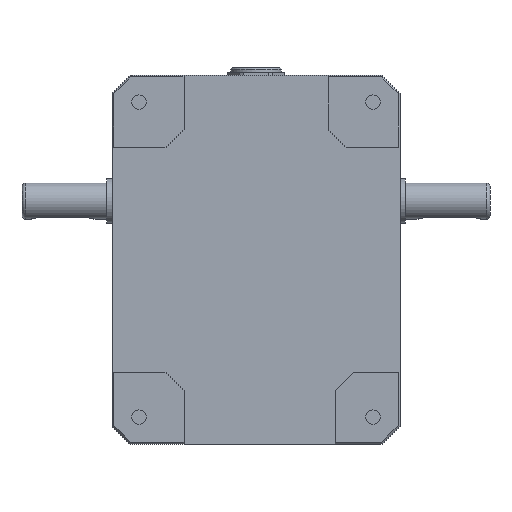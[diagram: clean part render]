
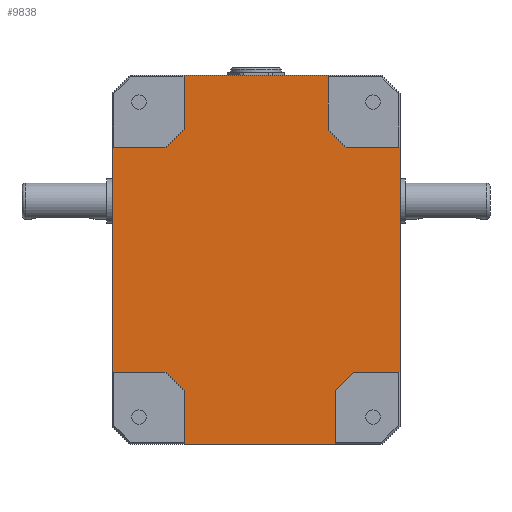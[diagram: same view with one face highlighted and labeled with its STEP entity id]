
A CAD part, front view. The second image highlights one B-rep face of the part: STEP entity #9838.
In plain terms, the highlighted planar face has unit normal (0, -1, 0).
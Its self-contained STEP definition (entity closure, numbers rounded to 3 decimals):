
#31 = VERTEX_POINT ( 'NONE', #10729 ) ;
#63 = VECTOR ( 'NONE', #4630, 1000. ) ;
#237 = DIRECTION ( 'NONE',  ( 1., 0., 0. ) ) ;
#274 = VECTOR ( 'NONE', #13873, 1000. ) ;
#562 = ORIENTED_EDGE ( 'NONE', *, *, #3583, .F. ) ;
#1032 = ORIENTED_EDGE ( 'NONE', *, *, #3678, .F. ) ;
#1160 = LINE ( 'NONE', #5880, #10034 ) ;
#1209 = DIRECTION ( 'NONE',  ( 0., 0., 1. ) ) ;
#1398 = VERTEX_POINT ( 'NONE', #12745 ) ;
#1527 = LINE ( 'NONE', #5979, #13373 ) ;
#1562 = EDGE_CURVE ( 'NONE', #16220, #2325, #9990, .T. ) ;
#1645 = FACE_OUTER_BOUND ( 'NONE', #10877, .T. ) ;
#1825 = ORIENTED_EDGE ( 'NONE', *, *, #2336, .T. ) ;
#1889 = ORIENTED_EDGE ( 'NONE', *, *, #11998, .F. ) ;
#1923 = ORIENTED_EDGE ( 'NONE', *, *, #3134, .F. ) ;
#2107 = LINE ( 'NONE', #2843, #6123 ) ;
#2199 = LINE ( 'NONE', #10190, #12681 ) ;
#2214 = CARTESIAN_POINT ( 'NONE',  ( -36.099, 3., -175. ) ) ;
#2325 = VERTEX_POINT ( 'NONE', #3729 ) ;
#2334 = DIRECTION ( 'NONE',  ( 1., 0., 0. ) ) ;
#2336 = EDGE_CURVE ( 'NONE', #3030, #14405, #10949, .T. ) ;
#2505 = CARTESIAN_POINT ( 'NONE',  ( -120., 3., -175. ) ) ;
#2541 = CARTESIAN_POINT ( 'NONE',  ( -10., 3., -205. ) ) ;
#2729 = VERTEX_POINT ( 'NONE', #5314 ) ;
#2755 = CARTESIAN_POINT ( 'NONE',  ( -26.099, 3., -165. ) ) ;
#2809 = VECTOR ( 'NONE', #11072, 1000. ) ;
#2843 = CARTESIAN_POINT ( 'NONE',  ( -40., 3., 0. ) ) ;
#2946 = CARTESIAN_POINT ( 'NONE',  ( -160., 3., -40. ) ) ;
#3030 = VERTEX_POINT ( 'NONE', #14551 ) ;
#3106 = DIRECTION ( 'NONE',  ( 0., 0., -1. ) ) ;
#3134 = EDGE_CURVE ( 'NONE', #2729, #3783, #14086, .T. ) ;
#3244 = EDGE_CURVE ( 'NONE', #10535, #6798, #11706, .T. ) ;
#3293 = CARTESIAN_POINT ( 'NONE',  ( -160., 3., -165. ) ) ;
#3468 = VECTOR ( 'NONE', #10128, 1000. ) ;
#3583 = EDGE_CURVE ( 'NONE', #3030, #2729, #8366, .T. ) ;
#3587 = VECTOR ( 'NONE', #1209, 1000. ) ;
#3653 = EDGE_CURVE ( 'NONE', #15071, #1398, #10518, .T. ) ;
#3654 = CARTESIAN_POINT ( 'NONE',  ( -36.099, 3., -205. ) ) ;
#3678 = EDGE_CURVE ( 'NONE', #12025, #31, #10123, .T. ) ;
#3729 = CARTESIAN_POINT ( 'NONE',  ( -120., 3., 0. ) ) ;
#3783 = VERTEX_POINT ( 'NONE', #4800 ) ;
#3814 = ORIENTED_EDGE ( 'NONE', *, *, #1562, .T. ) ;
#4407 = EDGE_CURVE ( 'NONE', #14425, #5362, #2199, .T. ) ;
#4429 = EDGE_CURVE ( 'NONE', #15071, #14425, #8537, .T. ) ;
#4496 = ORIENTED_EDGE ( 'NONE', *, *, #11406, .F. ) ;
#4524 = DIRECTION ( 'NONE',  ( 0., 0., 1. ) ) ;
#4582 = CARTESIAN_POINT ( 'NONE',  ( -40., 3., -30. ) ) ;
#4630 = DIRECTION ( 'NONE',  ( 0.707, 0., -0.707 ) ) ;
#4643 = VERTEX_POINT ( 'NONE', #9307 ) ;
#4800 = CARTESIAN_POINT ( 'NONE',  ( -130., 3., -165. ) ) ;
#5149 = DIRECTION ( 'NONE',  ( -0.707, 0., -0.707 ) ) ;
#5173 = LINE ( 'NONE', #3654, #8314 ) ;
#5314 = CARTESIAN_POINT ( 'NONE',  ( -120., 3., -175. ) ) ;
#5362 = VERTEX_POINT ( 'NONE', #2214 ) ;
#5376 = DIRECTION ( 'NONE',  ( 0., 0., -1. ) ) ;
#5468 = CARTESIAN_POINT ( 'NONE',  ( 3.901, 3., -165. ) ) ;
#5491 = CARTESIAN_POINT ( 'NONE',  ( -36.099, 3., -205. ) ) ;
#5880 = CARTESIAN_POINT ( 'NONE',  ( -160., 3., -165. ) ) ;
#5979 = CARTESIAN_POINT ( 'NONE',  ( 0., 3., -40. ) ) ;
#6123 = VECTOR ( 'NONE', #5376, 1000. ) ;
#6158 = CARTESIAN_POINT ( 'NONE',  ( -120., 3., 0. ) ) ;
#6228 = EDGE_CURVE ( 'NONE', #3783, #6798, #1160, .T. ) ;
#6363 = ORIENTED_EDGE ( 'NONE', *, *, #4407, .F. ) ;
#6575 = EDGE_CURVE ( 'NONE', #16220, #12025, #2107, .T. ) ;
#6604 = VECTOR ( 'NONE', #15336, 1000. ) ;
#6798 = VERTEX_POINT ( 'NONE', #3293 ) ;
#6812 = EDGE_CURVE ( 'NONE', #31, #1398, #1527, .T. ) ;
#6832 = VECTOR ( 'NONE', #3106, 1000. ) ;
#7111 = CARTESIAN_POINT ( 'NONE',  ( -40., 3., 0. ) ) ;
#7144 = ORIENTED_EDGE ( 'NONE', *, *, #4429, .F. ) ;
#7370 = LINE ( 'NONE', #6158, #3587 ) ;
#7456 = VECTOR ( 'NONE', #2334, 1000. ) ;
#7966 = VECTOR ( 'NONE', #4524, 1000. ) ;
#8314 = VECTOR ( 'NONE', #13572, 1000. ) ;
#8366 = LINE ( 'NONE', #10691, #2809 ) ;
#8447 = VECTOR ( 'NONE', #11133, 1000. ) ;
#8537 = LINE ( 'NONE', #5468, #6604 ) ;
#8976 = CARTESIAN_POINT ( 'NONE',  ( -40., 3., -30. ) ) ;
#9042 = VERTEX_POINT ( 'NONE', #12149 ) ;
#9050 = DIRECTION ( 'NONE',  ( 0., -1., 0. ) ) ;
#9307 = CARTESIAN_POINT ( 'NONE',  ( -120., 3., -30. ) ) ;
#9836 = ORIENTED_EDGE ( 'NONE', *, *, #3653, .T. ) ;
#9838 = ADVANCED_FACE ( 'NONE', ( #1645 ), #11620, .T. ) ;
#9990 = LINE ( 'NONE', #12513, #3468 ) ;
#10034 = VECTOR ( 'NONE', #15972, 1000. ) ;
#10123 = LINE ( 'NONE', #4582, #63 ) ;
#10128 = DIRECTION ( 'NONE',  ( -1., 0., 0. ) ) ;
#10190 = CARTESIAN_POINT ( 'NONE',  ( -36.099, 3., -175. ) ) ;
#10518 = LINE ( 'NONE', #14615, #7966 ) ;
#10535 = VERTEX_POINT ( 'NONE', #2946 ) ;
#10563 = VECTOR ( 'NONE', #237, 1000. ) ;
#10691 = CARTESIAN_POINT ( 'NONE',  ( -120., 3., -205. ) ) ;
#10729 = CARTESIAN_POINT ( 'NONE',  ( -30., 3., -40. ) ) ;
#10877 = EDGE_LOOP ( 'NONE', ( #15391, #15515, #1923, #562, #1825, #4496, #6363, #7144, #9836, #15072, #1032, #14063, #3814, #1889, #13045, #12385 ) ) ;
#10949 = LINE ( 'NONE', #2541, #10563 ) ;
#11072 = DIRECTION ( 'NONE',  ( 0., 0., 1. ) ) ;
#11133 = DIRECTION ( 'NONE',  ( 0.707, 0., 0.707 ) ) ;
#11406 = EDGE_CURVE ( 'NONE', #5362, #14405, #5173, .T. ) ;
#11613 = CARTESIAN_POINT ( 'NONE',  ( 0., 3., -165. ) ) ;
#11620 = PLANE ( 'NONE',  #15685 ) ;
#11673 = DIRECTION ( 'NONE',  ( 0., 0., -1. ) ) ;
#11706 = LINE ( 'NONE', #11873, #6832 ) ;
#11741 = LINE ( 'NONE', #14910, #7456 ) ;
#11873 = CARTESIAN_POINT ( 'NONE',  ( -160., 3., -10. ) ) ;
#11998 = EDGE_CURVE ( 'NONE', #4643, #2325, #7370, .T. ) ;
#12025 = VERTEX_POINT ( 'NONE', #8976 ) ;
#12149 = CARTESIAN_POINT ( 'NONE',  ( -130., 3., -40. ) ) ;
#12157 = LINE ( 'NONE', #13624, #8447 ) ;
#12385 = ORIENTED_EDGE ( 'NONE', *, *, #15801, .F. ) ;
#12513 = CARTESIAN_POINT ( 'NONE',  ( -10., 3., 0. ) ) ;
#12681 = VECTOR ( 'NONE', #5149, 1000. ) ;
#12745 = CARTESIAN_POINT ( 'NONE',  ( 0., 3., -40. ) ) ;
#13045 = ORIENTED_EDGE ( 'NONE', *, *, #14767, .F. ) ;
#13373 = VECTOR ( 'NONE', #13398, 1000. ) ;
#13398 = DIRECTION ( 'NONE',  ( 1., 0., 0. ) ) ;
#13572 = DIRECTION ( 'NONE',  ( 0., 0., -1. ) ) ;
#13624 = CARTESIAN_POINT ( 'NONE',  ( -130., 3., -40. ) ) ;
#13873 = DIRECTION ( 'NONE',  ( -0.707, 0., 0.707 ) ) ;
#14063 = ORIENTED_EDGE ( 'NONE', *, *, #6575, .F. ) ;
#14086 = LINE ( 'NONE', #2505, #274 ) ;
#14405 = VERTEX_POINT ( 'NONE', #5491 ) ;
#14425 = VERTEX_POINT ( 'NONE', #2755 ) ;
#14551 = CARTESIAN_POINT ( 'NONE',  ( -120., 3., -205. ) ) ;
#14615 = CARTESIAN_POINT ( 'NONE',  ( 0., 3., -10. ) ) ;
#14767 = EDGE_CURVE ( 'NONE', #9042, #4643, #12157, .T. ) ;
#14910 = CARTESIAN_POINT ( 'NONE',  ( -160., 3., -40. ) ) ;
#15071 = VERTEX_POINT ( 'NONE', #11613 ) ;
#15072 = ORIENTED_EDGE ( 'NONE', *, *, #6812, .F. ) ;
#15288 = CARTESIAN_POINT ( 'NONE',  ( -80., 3., -102.5 ) ) ;
#15336 = DIRECTION ( 'NONE',  ( -1., 0., 0. ) ) ;
#15391 = ORIENTED_EDGE ( 'NONE', *, *, #3244, .T. ) ;
#15515 = ORIENTED_EDGE ( 'NONE', *, *, #6228, .F. ) ;
#15685 = AXIS2_PLACEMENT_3D ( 'NONE', #15288, #9050, #11673 ) ;
#15801 = EDGE_CURVE ( 'NONE', #10535, #9042, #11741, .T. ) ;
#15972 = DIRECTION ( 'NONE',  ( -1., 0., 0. ) ) ;
#16220 = VERTEX_POINT ( 'NONE', #7111 ) ;
